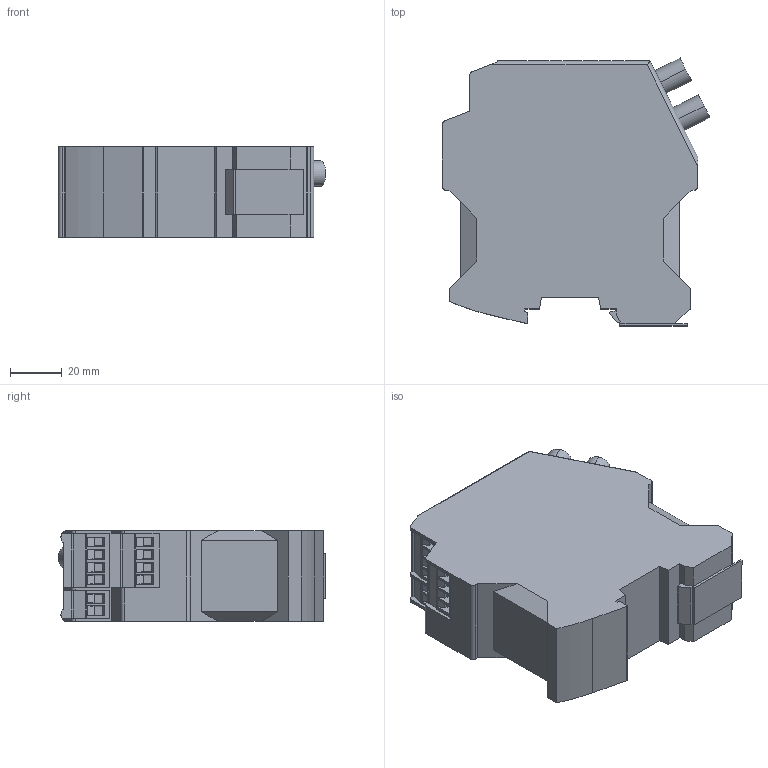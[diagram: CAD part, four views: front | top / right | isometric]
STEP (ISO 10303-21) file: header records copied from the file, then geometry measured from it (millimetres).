
FILE_DESCRIPTION(('SolidDesigner STEP Export'),'2;1');
FILE_NAME('2708355_PSI_MOS_RS422_FO_850_E_select.stp','2011-05-19T11:29:54',(''),(''),'CoCreate Modeling STEP processor for AP214 (Solid Model)','CoCreate Modeling 16.00A 16-Aug-2008 (C) Parametric Technology GmbH','');
FILE_SCHEMA(('AUTOMOTIVE_DESIGN { 1 0 10303 214 1 1 1 1 }'));
Length unit declared in the file: millimetre
Products named in the file (2): 2708355_PSI_MOS_RS422_FO_850_E_select
Assembly tree (1 placements, depth 2):
  2708355_PSI_MOS_RS422_FO_850_E_select
    2708355_PSI_MOS_RS422_FO_850_E_select
Bounding box: 103.63 x 103.73 x 35.2 mm (x, y, z)
Volume: 293131.2 mm3; surface area: 32659.5 mm2
Topology: 1 solids, 1 shells, 289 faces, 793 edges, 528 vertices
Faces by surface type: plane 240, cylinder 49
Entity records: 10497 total; most frequent: ORIENTED_EDGE 1586, CARTESIAN_POINT 1515, DIRECTION 1339, EDGE_CURVE 793, VECTOR 635, LINE 635, VERTEX_POINT 528, AXIS2_PLACEMENT_3D 352
